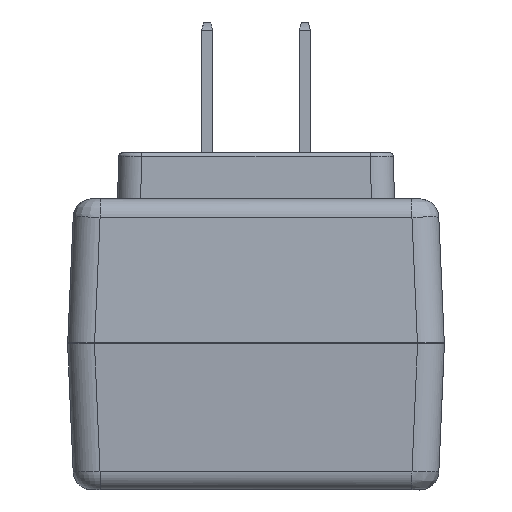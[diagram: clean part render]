
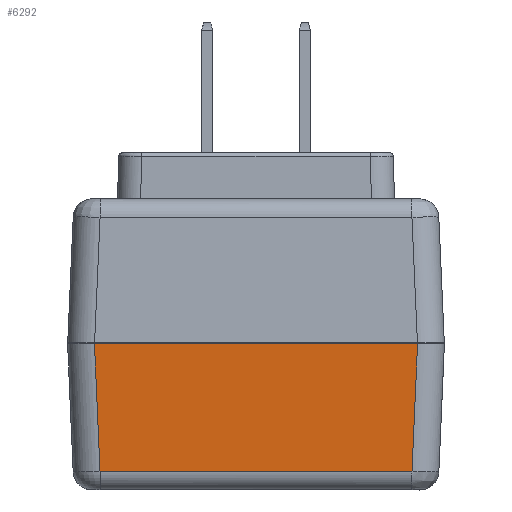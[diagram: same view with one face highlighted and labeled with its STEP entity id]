
A CAD part, left-side view. The second image highlights one B-rep face of the part: STEP entity #6292.
In plain terms, the highlighted planar face has unit normal (-0.999, 0, -0.044).
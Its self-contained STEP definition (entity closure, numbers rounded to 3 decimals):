
#53 = EDGE_CURVE ( 'NONE', #21722, #13468, #2722, .T. ) ;
#251 = EDGE_CURVE ( 'NONE', #10856, #21722, #546, .T. ) ;
#546 = LINE ( 'NONE', #11255, #14871 ) ;
#1184 = DIRECTION ( 'NONE',  ( 0., 1., 0. ) ) ;
#1434 = ORIENTED_EDGE ( 'NONE', *, *, #17298, .F. ) ;
#1451 = DIRECTION ( 'NONE',  ( -0.044, 0., 0.999 ) ) ;
#1774 = CARTESIAN_POINT ( 'NONE',  ( 24.616, -23.455, 52.861 ) ) ;
#2722 = LINE ( 'NONE', #16198, #6789 ) ;
#4199 = LINE ( 'NONE', #20108, #15261 ) ;
#4268 = ORIENTED_EDGE ( 'NONE', *, *, #53, .T. ) ;
#4691 = ORIENTED_EDGE ( 'NONE', *, *, #9386, .F. ) ;
#4997 = CARTESIAN_POINT ( 'NONE',  ( 24.616, 18.552, 52.861 ) ) ;
#6194 = CARTESIAN_POINT ( 'NONE',  ( 25.1, 18.068, 41.789 ) ) ;
#6292 = ADVANCED_FACE ( 'NONE', ( #14958 ), #10107, .T. ) ;
#6789 = VECTOR ( 'NONE', #22101, 1000. ) ;
#7948 = CARTESIAN_POINT ( 'NONE',  ( 24.858, 18.31, 47.325 ) ) ;
#8295 = CARTESIAN_POINT ( 'NONE',  ( 24.616, -29.422, 52.861 ) ) ;
#8658 = B_SPLINE_CURVE_WITH_KNOTS ( 'NONE', 3,
 ( #18237, #6194, #7948, #19969 ),
 .UNSPECIFIED., .F., .F.,
 ( 4, 4 ),
 ( 0., 1. ),
 .UNSPECIFIED. ) ;
#9315 = VERTEX_POINT ( 'NONE', #9401 ) ;
#9386 = EDGE_CURVE ( 'NONE', #9315, #13468, #8658, .T. ) ;
#9401 = CARTESIAN_POINT ( 'NONE',  ( 25.341, 17.827, 36.252 ) ) ;
#9761 = EDGE_LOOP ( 'NONE', ( #4691, #1434, #16387, #4268 ) ) ;
#10107 = PLANE ( 'NONE',  #11796 ) ;
#10856 = VERTEX_POINT ( 'NONE', #19988 ) ;
#11255 = CARTESIAN_POINT ( 'NONE',  ( 25.341, -22.73, 36.252 ) ) ;
#11332 = DIRECTION ( 'NONE',  ( -0.044, -0.044, 0.998 ) ) ;
#11796 = AXIS2_PLACEMENT_3D ( 'NONE', #8295, #11828, #1451 ) ;
#11828 = DIRECTION ( 'NONE',  ( -0.999, 0., -0.044 ) ) ;
#13468 = VERTEX_POINT ( 'NONE', #4997 ) ;
#14871 = VECTOR ( 'NONE', #11332, 1000. ) ;
#14958 = FACE_OUTER_BOUND ( 'NONE', #9761, .T. ) ;
#15261 = VECTOR ( 'NONE', #1184, 1000. ) ;
#16198 = CARTESIAN_POINT ( 'NONE',  ( 24.616, -29.422, 52.861 ) ) ;
#16387 = ORIENTED_EDGE ( 'NONE', *, *, #251, .T. ) ;
#17298 = EDGE_CURVE ( 'NONE', #10856, #9315, #4199, .T. ) ;
#18237 = CARTESIAN_POINT ( 'NONE',  ( 25.341, 17.827, 36.252 ) ) ;
#19969 = CARTESIAN_POINT ( 'NONE',  ( 24.616, 18.552, 52.861 ) ) ;
#19988 = CARTESIAN_POINT ( 'NONE',  ( 25.341, -22.73, 36.252 ) ) ;
#20108 = CARTESIAN_POINT ( 'NONE',  ( 25.341, -23.723, 36.252 ) ) ;
#21722 = VERTEX_POINT ( 'NONE', #1774 ) ;
#22101 = DIRECTION ( 'NONE',  ( 0., 1., 0. ) ) ;
